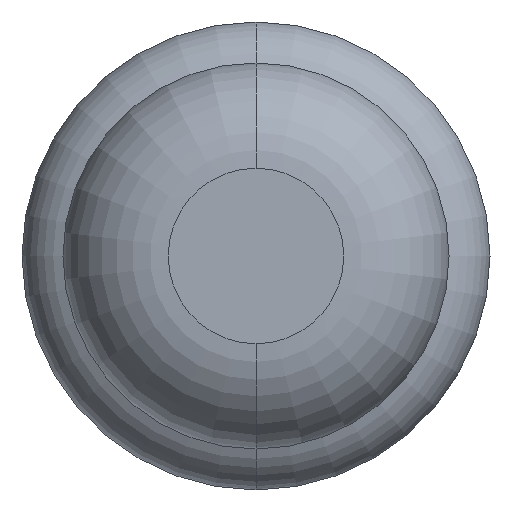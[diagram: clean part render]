
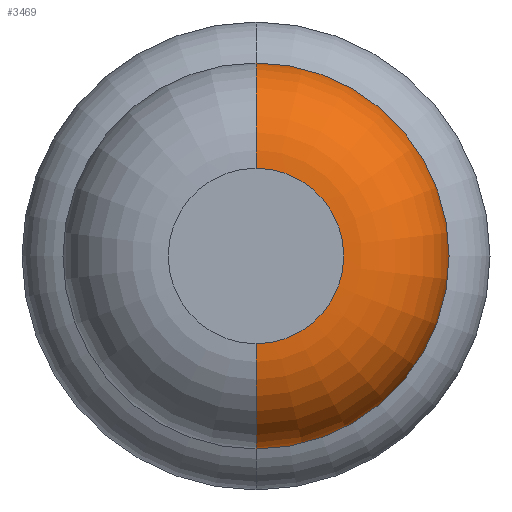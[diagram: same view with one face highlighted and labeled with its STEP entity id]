
A CAD part, front view. The second image highlights one B-rep face of the part: STEP entity #3469.
In plain terms, the highlighted toroidal (fillet/blend) face has major radius 0.375 mm and minor radius 0.45 mm.
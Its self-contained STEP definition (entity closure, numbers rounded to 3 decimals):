
#3 = CIRCLE ( 'NONE', #619, 0.45 ) ;
#27 = DIRECTION ( 'NONE',  ( -1., 0., 0. ) ) ;
#66 = DIRECTION ( 'NONE',  ( 0., 0., 1. ) ) ;
#152 = CARTESIAN_POINT ( 'NONE',  ( 0., -27.4, 0.375 ) ) ;
#157 = TOROIDAL_SURFACE ( 'NONE', #432, 0.375, 0.45 ) ;
#192 = DIRECTION ( 'NONE',  ( 1., 0., 0. ) ) ;
#319 = VERTEX_POINT ( 'NONE', #1268 ) ;
#373 = CARTESIAN_POINT ( 'NONE',  ( 0., -27.4, 0. ) ) ;
#432 = AXIS2_PLACEMENT_3D ( 'NONE', #2725, #2394, #66 ) ;
#520 = CARTESIAN_POINT ( 'NONE',  ( 0., -26.95, -0.375 ) ) ;
#589 = AXIS2_PLACEMENT_3D ( 'NONE', #520, #192, #2884 ) ;
#619 = AXIS2_PLACEMENT_3D ( 'NONE', #1356, #27, #3751 ) ;
#691 = AXIS2_PLACEMENT_3D ( 'NONE', #2427, #797, #2788 ) ;
#797 = DIRECTION ( 'NONE',  ( 0., 1., 0. ) ) ;
#1268 = CARTESIAN_POINT ( 'NONE',  ( 0., -26.95, -0.825 ) ) ;
#1356 = CARTESIAN_POINT ( 'NONE',  ( 0., -26.95, 0.375 ) ) ;
#1595 = CARTESIAN_POINT ( 'NONE',  ( 0., -27.4, -0.375 ) ) ;
#1632 = ORIENTED_EDGE ( 'NONE', *, *, #3950, .T. ) ;
#1661 = FACE_OUTER_BOUND ( 'NONE', #3286, .T. ) ;
#1681 = VERTEX_POINT ( 'NONE', #3477 ) ;
#2010 = ORIENTED_EDGE ( 'NONE', *, *, #2134, .F. ) ;
#2072 = DIRECTION ( 'NONE',  ( 0., 0., 1. ) ) ;
#2126 = CIRCLE ( 'NONE', #589, 0.45 ) ;
#2134 = EDGE_CURVE ( 'NONE', #2457, #1681, #3, .T. ) ;
#2204 = EDGE_CURVE ( 'Defeature ausgef�hrt1_9+Defeature ausgef�hrt1_8+Defeature ausgef�hrt1_8+Defeature ausgef�hrt1_8', #1681, #319, #2868, .T. ) ;
#2394 = DIRECTION ( 'NONE',  ( 0., 1., 0. ) ) ;
#2427 = CARTESIAN_POINT ( 'NONE',  ( 0., -26.95, 0. ) ) ;
#2457 = VERTEX_POINT ( 'NONE', #152 ) ;
#2479 = VERTEX_POINT ( 'NONE', #1595 ) ;
#2725 = CARTESIAN_POINT ( 'NONE',  ( 0., -26.95, 0. ) ) ;
#2788 = DIRECTION ( 'NONE',  ( 0., 0., 1. ) ) ;
#2868 = CIRCLE ( 'NONE', #691, 0.825 ) ;
#2884 = DIRECTION ( 'NONE',  ( 0., 0., -1. ) ) ;
#3213 = EDGE_CURVE ( 'NONE', #2479, #319, #2126, .T. ) ;
#3286 = EDGE_LOOP ( 'NONE', ( #1632, #3710, #3740, #2010 ) ) ;
#3469 = ADVANCED_FACE ( 'Defeature ausgef�hrt1_8', ( #1661 ), #157, .T. ) ;
#3477 = CARTESIAN_POINT ( 'NONE',  ( 0., -26.95, 0.825 ) ) ;
#3710 = ORIENTED_EDGE ( 'NONE', *, *, #3213, .T. ) ;
#3726 = AXIS2_PLACEMENT_3D ( 'NONE', #373, #3794, #2072 ) ;
#3740 = ORIENTED_EDGE ( 'NONE', *, *, #2204, .F. ) ;
#3751 = DIRECTION ( 'NONE',  ( 0., 0., 1. ) ) ;
#3794 = DIRECTION ( 'NONE',  ( 0., 1., 0. ) ) ;
#3950 = EDGE_CURVE ( 'Defeature ausgef�hrt1_8+Defeature ausgef�hrt1_7+Defeature ausgef�hrt1_7+Defeature ausgef�hrt1_7', #2457, #2479, #4272, .T. ) ;
#4272 = CIRCLE ( 'NONE', #3726, 0.375 ) ;
